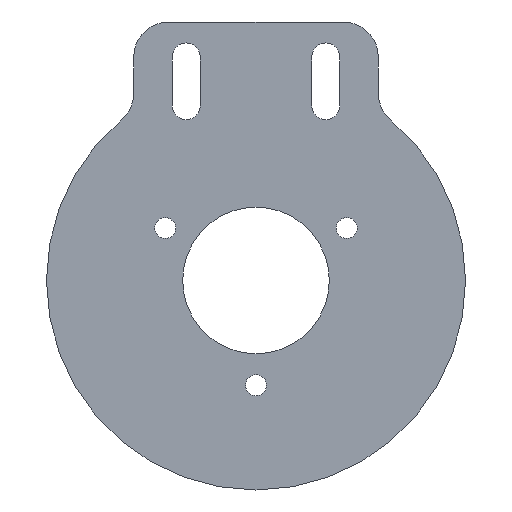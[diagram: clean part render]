
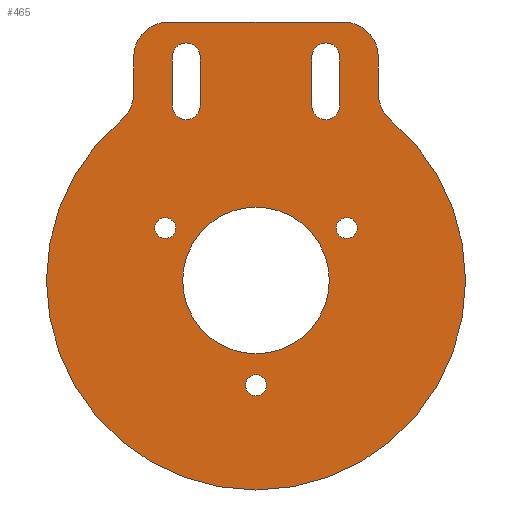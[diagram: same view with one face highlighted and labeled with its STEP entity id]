
A CAD part, front view. The second image highlights one B-rep face of the part: STEP entity #465.
In plain terms, the highlighted planar face has unit normal (0, -1, 0).
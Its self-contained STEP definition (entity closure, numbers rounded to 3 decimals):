
#34=FACE_BOUND('',#117,.T.);
#35=FACE_BOUND('',#118,.T.);
#36=FACE_BOUND('',#119,.T.);
#37=FACE_BOUND('',#120,.T.);
#38=FACE_BOUND('',#121,.T.);
#39=FACE_BOUND('',#122,.T.);
#56=CIRCLE('',#513,2.);
#57=CIRCLE('',#515,2.);
#58=CIRCLE('',#517,5.);
#59=CIRCLE('',#520,5.);
#60=CIRCLE('',#523,5.);
#61=CIRCLE('',#525,5.);
#62=CIRCLE('',#527,2.);
#63=CIRCLE('',#529,2.);
#64=CIRCLE('',#532,30.);
#65=CIRCLE('',#533,10.5);
#66=CIRCLE('',#534,1.5);
#67=CIRCLE('',#535,1.5);
#68=CIRCLE('',#536,1.5);
#69=CIRCLE('',#537,1.5);
#70=CIRCLE('',#538,1.5);
#71=CIRCLE('',#539,1.5);
#88=FACE_OUTER_BOUND('',#116,.T.);
#116=EDGE_LOOP('',(#391,#392,#393,#394,#395,#396,#397,#398));
#117=EDGE_LOOP('',(#399,#400,#401,#402));
#118=EDGE_LOOP('',(#403,#404,#405,#406));
#119=EDGE_LOOP('',(#407));
#120=EDGE_LOOP('',(#408,#409));
#121=EDGE_LOOP('',(#410,#411));
#122=EDGE_LOOP('',(#412,#413));
#128=LINE('',#693,#162);
#132=LINE('',#702,#166);
#136=LINE('',#711,#170);
#140=LINE('',#720,#174);
#149=LINE('',#773,#183);
#154=LINE('',#784,#188);
#157=LINE('',#798,#191);
#162=VECTOR('',#549,10.);
#166=VECTOR('',#555,10.);
#170=VECTOR('',#561,10.);
#174=VECTOR('',#567,10.);
#183=VECTOR('',#624,10.);
#188=VECTOR('',#635,10.);
#191=VECTOR('',#656,10.);
#196=VERTEX_POINT('',#691);
#197=VERTEX_POINT('',#692);
#200=VERTEX_POINT('',#700);
#201=VERTEX_POINT('',#701);
#204=VERTEX_POINT('',#709);
#205=VERTEX_POINT('',#710);
#208=VERTEX_POINT('',#718);
#209=VERTEX_POINT('',#719);
#227=VERTEX_POINT('',#766);
#228=VERTEX_POINT('',#767);
#229=VERTEX_POINT('',#772);
#230=VERTEX_POINT('',#776);
#231=VERTEX_POINT('',#778);
#232=VERTEX_POINT('',#782);
#233=VERTEX_POINT('',#786);
#234=VERTEX_POINT('',#790);
#235=VERTEX_POINT('',#801);
#236=VERTEX_POINT('',#803);
#237=VERTEX_POINT('',#804);
#238=VERTEX_POINT('',#807);
#239=VERTEX_POINT('',#808);
#240=VERTEX_POINT('',#811);
#241=VERTEX_POINT('',#812);
#242=EDGE_CURVE('',#196,#197,#128,.T.);
#246=EDGE_CURVE('',#200,#201,#132,.T.);
#250=EDGE_CURVE('',#204,#205,#136,.T.);
#254=EDGE_CURVE('',#208,#209,#140,.T.);
#277=EDGE_CURVE('',#197,#200,#56,.T.);
#278=EDGE_CURVE('',#205,#208,#57,.T.);
#279=EDGE_CURVE('',#227,#228,#58,.T.);
#282=EDGE_CURVE('',#229,#228,#149,.T.);
#285=EDGE_CURVE('',#230,#231,#59,.T.);
#288=EDGE_CURVE('',#230,#232,#154,.T.);
#289=EDGE_CURVE('',#229,#233,#60,.T.);
#291=EDGE_CURVE('',#234,#232,#61,.T.);
#293=EDGE_CURVE('',#201,#196,#62,.T.);
#294=EDGE_CURVE('',#209,#204,#63,.T.);
#295=EDGE_CURVE('',#234,#233,#157,.T.);
#296=EDGE_CURVE('',#231,#227,#64,.T.);
#297=EDGE_CURVE('',#235,#235,#65,.T.);
#298=EDGE_CURVE('',#236,#237,#66,.T.);
#299=EDGE_CURVE('',#237,#236,#67,.T.);
#300=EDGE_CURVE('',#238,#239,#68,.T.);
#301=EDGE_CURVE('',#239,#238,#69,.T.);
#302=EDGE_CURVE('',#240,#241,#70,.T.);
#303=EDGE_CURVE('',#241,#240,#71,.T.);
#391=ORIENTED_EDGE('',*,*,#289,.F.);
#392=ORIENTED_EDGE('',*,*,#282,.T.);
#393=ORIENTED_EDGE('',*,*,#279,.F.);
#394=ORIENTED_EDGE('',*,*,#296,.F.);
#395=ORIENTED_EDGE('',*,*,#285,.F.);
#396=ORIENTED_EDGE('',*,*,#288,.T.);
#397=ORIENTED_EDGE('',*,*,#291,.F.);
#398=ORIENTED_EDGE('',*,*,#295,.T.);
#399=ORIENTED_EDGE('',*,*,#246,.T.);
#400=ORIENTED_EDGE('',*,*,#293,.T.);
#401=ORIENTED_EDGE('',*,*,#242,.T.);
#402=ORIENTED_EDGE('',*,*,#277,.T.);
#403=ORIENTED_EDGE('',*,*,#254,.T.);
#404=ORIENTED_EDGE('',*,*,#294,.T.);
#405=ORIENTED_EDGE('',*,*,#250,.T.);
#406=ORIENTED_EDGE('',*,*,#278,.T.);
#407=ORIENTED_EDGE('',*,*,#297,.T.);
#408=ORIENTED_EDGE('',*,*,#298,.T.);
#409=ORIENTED_EDGE('',*,*,#299,.T.);
#410=ORIENTED_EDGE('',*,*,#300,.T.);
#411=ORIENTED_EDGE('',*,*,#301,.T.);
#412=ORIENTED_EDGE('',*,*,#302,.T.);
#413=ORIENTED_EDGE('',*,*,#303,.T.);
#448=PLANE('',#531);
#465=ADVANCED_FACE('',(#88,#34,#35,#36,#37,#38,#39),#448,.F.);
#513=AXIS2_PLACEMENT_3D('',#762,#610,#611);
#515=AXIS2_PLACEMENT_3D('',#764,#614,#615);
#517=AXIS2_PLACEMENT_3D('',#768,#618,#619);
#520=AXIS2_PLACEMENT_3D('',#779,#629,#630);
#523=AXIS2_PLACEMENT_3D('',#787,#638,#639);
#525=AXIS2_PLACEMENT_3D('',#791,#643,#644);
#527=AXIS2_PLACEMENT_3D('',#794,#648,#649);
#529=AXIS2_PLACEMENT_3D('',#796,#652,#653);
#531=AXIS2_PLACEMENT_3D('',#799,#657,#658);
#532=AXIS2_PLACEMENT_3D('',#800,#659,#660);
#533=AXIS2_PLACEMENT_3D('',#802,#661,#662);
#534=AXIS2_PLACEMENT_3D('',#805,#663,#664);
#535=AXIS2_PLACEMENT_3D('',#806,#665,#666);
#536=AXIS2_PLACEMENT_3D('',#809,#667,#668);
#537=AXIS2_PLACEMENT_3D('',#810,#669,#670);
#538=AXIS2_PLACEMENT_3D('',#813,#671,#672);
#539=AXIS2_PLACEMENT_3D('',#814,#673,#674);
#549=DIRECTION('',(0.,0.,-1.));
#555=DIRECTION('',(0.,0.,1.));
#561=DIRECTION('',(0.,0.,-1.));
#567=DIRECTION('',(0.,0.,1.));
#610=DIRECTION('center_axis',(0.,1.,0.));
#611=DIRECTION('ref_axis',(1.,0.,0.));
#614=DIRECTION('center_axis',(0.,1.,0.));
#615=DIRECTION('ref_axis',(1.,0.,0.));
#618=DIRECTION('center_axis',(0.,-1.,0.));
#619=DIRECTION('ref_axis',(0.906,0.,-0.423));
#624=DIRECTION('',(0.,0.,-1.));
#629=DIRECTION('center_axis',(0.,-1.,0.));
#630=DIRECTION('ref_axis',(-0.906,0.,-0.423));
#635=DIRECTION('',(0.,0.,1.));
#638=DIRECTION('center_axis',(0.,1.,0.));
#639=DIRECTION('ref_axis',(-0.707,0.,0.707));
#643=DIRECTION('center_axis',(0.,1.,0.));
#644=DIRECTION('ref_axis',(0.707,0.,0.707));
#648=DIRECTION('center_axis',(0.,1.,0.));
#649=DIRECTION('ref_axis',(-1.,0.,0.));
#652=DIRECTION('center_axis',(0.,1.,0.));
#653=DIRECTION('ref_axis',(-1.,0.,0.));
#656=DIRECTION('',(-1.,0.,0.));
#657=DIRECTION('center_axis',(0.,1.,0.));
#658=DIRECTION('ref_axis',(0.,0.,1.));
#659=DIRECTION('center_axis',(0.,1.,0.));
#660=DIRECTION('ref_axis',(0.,0.,1.));
#661=DIRECTION('center_axis',(0.,1.,0.));
#662=DIRECTION('ref_axis',(0.,0.,1.));
#663=DIRECTION('center_axis',(0.,1.,0.));
#664=DIRECTION('ref_axis',(0.866,0.,-0.5));
#665=DIRECTION('center_axis',(0.,1.,0.));
#666=DIRECTION('ref_axis',(0.866,0.,-0.5));
#667=DIRECTION('center_axis',(0.,1.,0.));
#668=DIRECTION('ref_axis',(-0.866,0.,-0.5));
#669=DIRECTION('center_axis',(0.,1.,0.));
#670=DIRECTION('ref_axis',(-0.866,0.,-0.5));
#671=DIRECTION('center_axis',(0.,1.,0.));
#672=DIRECTION('ref_axis',(0.,0.,1.));
#673=DIRECTION('center_axis',(0.,1.,0.));
#674=DIRECTION('ref_axis',(0.,0.,1.));
#691=CARTESIAN_POINT('',(12.,0.,32.));
#692=CARTESIAN_POINT('',(12.,0.,25.));
#693=CARTESIAN_POINT('',(12.,0.,12.5));
#700=CARTESIAN_POINT('',(8.,0.,25.));
#701=CARTESIAN_POINT('',(8.,0.,32.));
#702=CARTESIAN_POINT('',(8.,0.,16.));
#709=CARTESIAN_POINT('',(-8.,0.,32.));
#710=CARTESIAN_POINT('',(-8.,0.,25.));
#711=CARTESIAN_POINT('',(-8.,0.,12.5));
#718=CARTESIAN_POINT('',(-12.,0.,25.));
#719=CARTESIAN_POINT('',(-12.,0.,32.));
#720=CARTESIAN_POINT('',(-12.,0.,16.));
#762=CARTESIAN_POINT('Origin',(10.,0.,25.));
#764=CARTESIAN_POINT('Origin',(-10.,0.,25.));
#766=CARTESIAN_POINT('',(-19.286,0.,22.98));
#767=CARTESIAN_POINT('',(-17.5,0.,26.81));
#768=CARTESIAN_POINT('Origin',(-22.5,0.,26.81));
#772=CARTESIAN_POINT('',(-17.5,0.,32.));
#773=CARTESIAN_POINT('',(-17.5,0.,20.));
#776=CARTESIAN_POINT('',(17.5,0.,26.81));
#778=CARTESIAN_POINT('',(19.286,0.,22.98));
#779=CARTESIAN_POINT('Origin',(22.5,0.,26.81));
#782=CARTESIAN_POINT('',(17.5,0.,32.));
#784=CARTESIAN_POINT('',(17.5,0.,37.));
#786=CARTESIAN_POINT('',(-12.5,0.,37.));
#787=CARTESIAN_POINT('Origin',(-12.5,0.,32.));
#790=CARTESIAN_POINT('',(12.5,0.,37.));
#791=CARTESIAN_POINT('Origin',(12.5,0.,32.));
#794=CARTESIAN_POINT('Origin',(10.,0.,32.));
#796=CARTESIAN_POINT('Origin',(-10.,0.,32.));
#798=CARTESIAN_POINT('',(-17.5,0.,37.));
#799=CARTESIAN_POINT('Origin',(0.,0.,0.));
#800=CARTESIAN_POINT('Origin',(0.,0.,0.));
#801=CARTESIAN_POINT('',(0.,0.,10.5));
#802=CARTESIAN_POINT('Origin',(0.,0.,0.));
#803=CARTESIAN_POINT('',(-11.691,0.,6.75));
#804=CARTESIAN_POINT('',(-14.289,0.,8.25));
#805=CARTESIAN_POINT('Origin',(-12.99,0.,7.5));
#806=CARTESIAN_POINT('Origin',(-12.99,0.,7.5));
#807=CARTESIAN_POINT('',(11.691,0.,6.75));
#808=CARTESIAN_POINT('',(14.289,0.,8.25));
#809=CARTESIAN_POINT('Origin',(12.99,0.,7.5));
#810=CARTESIAN_POINT('Origin',(12.99,0.,7.5));
#811=CARTESIAN_POINT('',(0.,0.,-13.5));
#812=CARTESIAN_POINT('',(0.,0.,-16.5));
#813=CARTESIAN_POINT('Origin',(0.,0.,-15.));
#814=CARTESIAN_POINT('Origin',(0.,0.,-15.));
